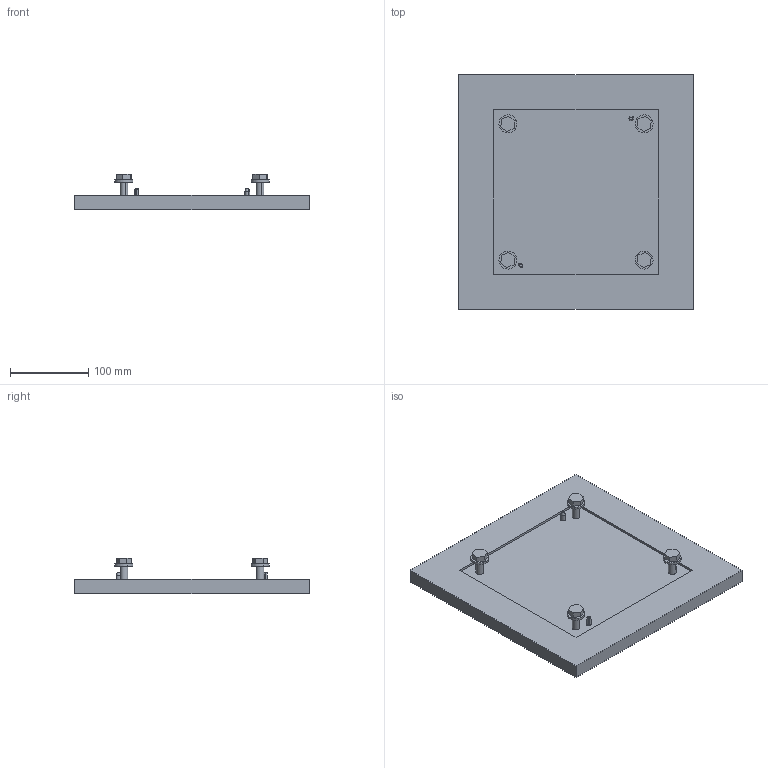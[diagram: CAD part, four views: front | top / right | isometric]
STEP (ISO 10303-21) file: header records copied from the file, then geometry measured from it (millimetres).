
FILE_DESCRIPTION((''),'2;1');
FILE_NAME('ROHEDF080BJU_1','2016-05-25T',('pbenz'),(''),'CREO PARAMETRIC BY PTC INC, 2014500','CREO PARAMETRIC BY PTC INC, 2014500','');
FILE_SCHEMA(('CONFIG_CONTROL_DESIGN'));
Length unit declared in the file: millimetre
Products named in the file (1): ROHEDF080BJU_1
Bounding box: 300 x 300 x 44.8 mm (x, y, z)
Volume: 1505396.1 mm3; surface area: 213304.5 mm2
Topology: 1 solids, 4 shells, 124 faces, 291 edges, 191 vertices
Faces by surface type: plane 64, cylinder 38, cone 16, torus 6
Entity records: 3682 total; most frequent: CARTESIAN_POINT 704, DIRECTION 640, ORIENTED_EDGE 574, EDGE_CURVE 287, AXIS2_PLACEMENT_3D 241, VERTEX_POINT 191, VECTOR 158, LINE 158
